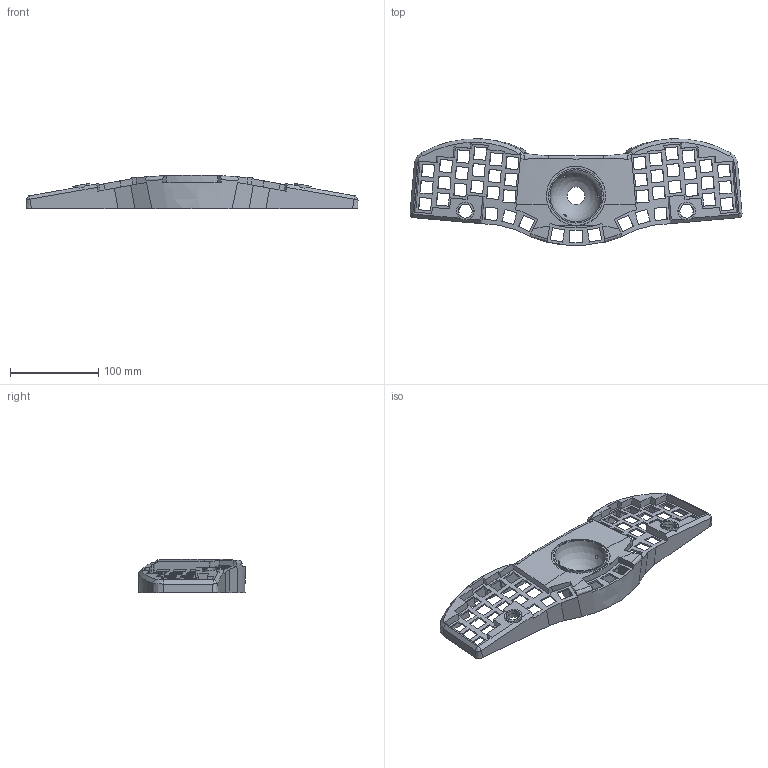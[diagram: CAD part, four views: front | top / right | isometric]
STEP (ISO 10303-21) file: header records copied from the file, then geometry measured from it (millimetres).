
FILE_DESCRIPTION(/* description */ (''),/* implementation_level */ '2;1');
FILE_NAME(/* name */ 'xi-6-mx-unibody-tr57-ec-mk.step',/* time_stamp */ '2023-05-28T22:48:07-07:00',/* author */ (''),/* organization */ (''),/* preprocessor_version */ 'ST-DEVELOPER v19.2',/* originating_system */ 'Autodesk Translation Framework v12.4.0.73',/* authorisation */ '');
FILE_SCHEMA (('AUTOMOTIVE_DESIGN { 1 0 10303 214 3 1 1 }'));
Length unit declared in the file: millimetre
Products named in the file (1): FusionComponent
Bounding box: 376.51 x 120.8 x 38.5 mm (x, y, z)
Volume: 302177.8 mm3; surface area: 112621.9 mm2
Topology: 1 solids, 1 shells, 433 faces, 1217 edges, 802 vertices
Faces by surface type: plane 344, cylinder 49, bspline 22, cone 12, sphere 6
Full cylindrical faces by diameter (mm): 3.5 x11, 5.5 x2, 16 x2, 20 x5, 25 x1, 62 x1, 67 x1
Entity records: 14888 total; most frequent: CARTESIAN_POINT 3566, ORIENTED_EDGE 2428, DIRECTION 2099, EDGE_CURVE 1214, LINE 991, VECTOR 991, VERTEX_POINT 802, EDGE_LOOP 556
